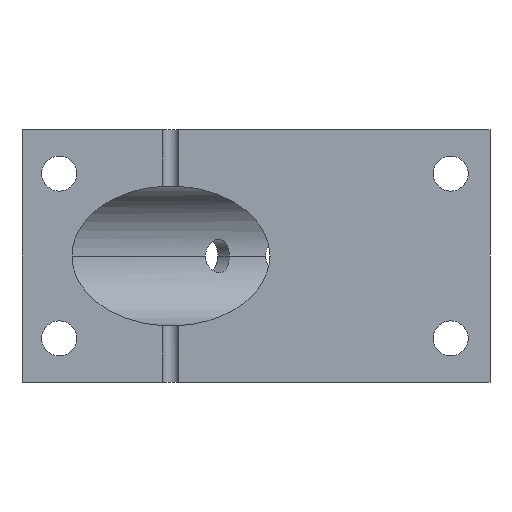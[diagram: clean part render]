
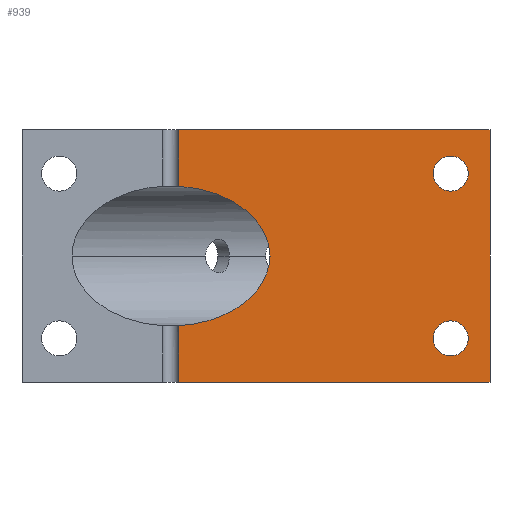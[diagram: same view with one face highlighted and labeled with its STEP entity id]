
A CAD part, front view. The second image highlights one B-rep face of the part: STEP entity #939.
In plain terms, the highlighted planar face has unit normal (0, -1, 0).
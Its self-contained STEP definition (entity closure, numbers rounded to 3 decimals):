
#26 = CIRCLE ( 'NONE', #575, 3.3 ) ;
#32 = CIRCLE ( 'NONE', #559, 3.3 ) ;
#42 = ORIENTED_EDGE ( 'NONE', *, *, #1013, .F. ) ;
#44 = ORIENTED_EDGE ( 'NONE', *, *, #1003, .T. ) ;
#45 = ORIENTED_EDGE ( 'NONE', *, *, #972, .T. ) ;
#46 = ORIENTED_EDGE ( 'NONE', *, *, #957, .T. ) ;
#47 = ORIENTED_EDGE ( 'NONE', *, *, #961, .F. ) ;
#79 = LINE ( 'NONE', #80, #584 ) ;
#80 = CARTESIAN_POINT ( 'NONE',  ( 29.5, 0., -25. ) ) ;
#81 = DIRECTION ( 'NONE',  ( 0., 0., -1. ) ) ;
#92 = LINE ( 'NONE', #93, #602 ) ;
#93 = CARTESIAN_POINT ( 'NONE',  ( 88., 0., 23.75 ) ) ;
#94 = DIRECTION ( 'NONE',  ( 1., 0., 0. ) ) ;
#95 = LINE ( 'NONE', #96, #639 ) ;
#96 = CARTESIAN_POINT ( 'NONE',  ( 88., 0., -23.75 ) ) ;
#97 = DIRECTION ( 'NONE',  ( 0., 0., -1. ) ) ;
#125 = LINE ( 'NONE', #126, #598 ) ;
#126 = CARTESIAN_POINT ( 'NONE',  ( 29.5, 0., -25. ) ) ;
#127 = DIRECTION ( 'NONE',  ( 0., 0., -1. ) ) ;
#308 = CARTESIAN_POINT ( 'NONE',  ( 29.5, 0., 13.107 ) ) ;
#309 = CARTESIAN_POINT ( 'NONE',  ( 39.675, 0., 12.525 ) ) ;
#310 = CARTESIAN_POINT ( 'NONE',  ( 46.597, 0., 7.219 ) ) ;
#311 = CARTESIAN_POINT ( 'NONE',  ( 46.597, 0., 0. ) ) ;
#447 = AXIS2_PLACEMENT_3D ( 'NONE', #815, #814, #813 ) ;
#454 = AXIS2_PLACEMENT_3D ( 'NONE', #777, #740, #820 ) ;
#493 = DIRECTION ( 'NONE',  ( 0., 0., 1. ) ) ;
#494 = DIRECTION ( 'NONE',  ( 0., 1., 0. ) ) ;
#495 = CARTESIAN_POINT ( 'NONE',  ( 0., 0., -18. ) ) ;
#496 = PLANE ( 'NONE',  #579 ) ;
#510 =( BOUNDED_CURVE ( )  B_SPLINE_CURVE ( 3, ( #308, #309, #310, #311 ),
 .UNSPECIFIED., .F., .F. ) 
 B_SPLINE_CURVE_WITH_KNOTS ( ( 4, 4 ),
 ( 4.793, 6.283 ),
 .UNSPECIFIED. ) 
 CURVE ( )  GEOMETRIC_REPRESENTATION_ITEM ( )  RATIONAL_B_SPLINE_CURVE ( ( 1., 0.823, 0.823, 1. ) ) 
 REPRESENTATION_ITEM ( '' )  );
#516 =( BOUNDED_CURVE ( )  B_SPLINE_CURVE ( 3, ( #1126, #1127, #1128, #1129 ),
 .UNSPECIFIED., .F., .F. ) 
 B_SPLINE_CURVE_WITH_KNOTS ( ( 4, 4 ),
 ( 0., 1.49 ),
 .UNSPECIFIED. ) 
 CURVE ( )  GEOMETRIC_REPRESENTATION_ITEM ( )  RATIONAL_B_SPLINE_CURVE ( ( 1., 0.823, 0.823, 1. ) ) 
 REPRESENTATION_ITEM ( '' )  );
#559 = AXIS2_PLACEMENT_3D ( 'NONE', #1133, #1146, #1147 ) ;
#571 = VECTOR ( 'NONE', #1160, 1000. ) ;
#575 = AXIS2_PLACEMENT_3D ( 'NONE', #1166, #1167, #1168 ) ;
#579 = AXIS2_PLACEMENT_3D ( 'NONE', #495, #494, #493 ) ;
#584 = VECTOR ( 'NONE', #81, 1000. ) ;
#589 = FACE_BOUND ( 'NONE', #1728, .T. ) ;
#591 = FACE_BOUND ( 'NONE', #1661, .T. ) ;
#598 = VECTOR ( 'NONE', #127, 1000. ) ;
#602 = VECTOR ( 'NONE', #94, 1000. ) ;
#617 = FACE_OUTER_BOUND ( 'NONE', #1726, .T. ) ;
#639 = VECTOR ( 'NONE', #97, 1000. ) ;
#740 = DIRECTION ( 'NONE',  ( 0., 1., 0. ) ) ;
#777 = CARTESIAN_POINT ( 'NONE',  ( 80.6, 0., 15.5 ) ) ;
#813 = DIRECTION ( 'NONE',  ( 0., 0., 1. ) ) ;
#814 = DIRECTION ( 'NONE',  ( 0., 1., 0. ) ) ;
#815 = CARTESIAN_POINT ( 'NONE',  ( 80.6, 0., -15.5 ) ) ;
#820 = DIRECTION ( 'NONE',  ( 0., 0., 1. ) ) ;
#888 = EDGE_CURVE ( 'NONE', #1688, #1668, #945, .T. ) ;
#894 = EDGE_CURVE ( 'NONE', #1612, #1715, #1021, .T. ) ;
#939 = ADVANCED_FACE ( 'NONE', ( #617, #589, #591 ), #496, .F. ) ;
#945 = CIRCLE ( 'NONE', #454, 3.3 ) ;
#957 = EDGE_CURVE ( 'NONE', #1680, #1619, #79, .T. ) ;
#961 = EDGE_CURVE ( 'NONE', #1680, #1636, #92, .T. ) ;
#962 = EDGE_CURVE ( 'NONE', #1636, #1654, #95, .T. ) ;
#972 = EDGE_CURVE ( 'NONE', #1710, #1618, #125, .T. ) ;
#986 = EDGE_CURVE ( 'NONE', #1619, #1734, #510, .T. ) ;
#1003 = EDGE_CURVE ( 'NONE', #1734, #1710, #516, .T. ) ;
#1009 = EDGE_CURVE ( 'NONE', #1715, #1612, #32, .T. ) ;
#1013 = EDGE_CURVE ( 'NONE', #1654, #1618, #1158, .T. ) ;
#1017 = EDGE_CURVE ( 'NONE', #1668, #1688, #26, .T. ) ;
#1021 = CIRCLE ( 'NONE', #447, 3.3 ) ;
#1126 = CARTESIAN_POINT ( 'NONE',  ( 46.597, 0., 0. ) ) ;
#1127 = CARTESIAN_POINT ( 'NONE',  ( 46.597, 0., -7.219 ) ) ;
#1128 = CARTESIAN_POINT ( 'NONE',  ( 39.675, 0., -12.525 ) ) ;
#1129 = CARTESIAN_POINT ( 'NONE',  ( 29.5, 0., -13.107 ) ) ;
#1133 = CARTESIAN_POINT ( 'NONE',  ( 80.6, 0., -15.5 ) ) ;
#1146 = DIRECTION ( 'NONE',  ( 0., 1., 0. ) ) ;
#1147 = DIRECTION ( 'NONE',  ( 0., 0., 1. ) ) ;
#1158 = LINE ( 'NONE', #1159, #571 ) ;
#1159 = CARTESIAN_POINT ( 'NONE',  ( 0., 0., -23.75 ) ) ;
#1160 = DIRECTION ( 'NONE',  ( -1., 0., 0. ) ) ;
#1166 = CARTESIAN_POINT ( 'NONE',  ( 80.6, 0., 15.5 ) ) ;
#1167 = DIRECTION ( 'NONE',  ( 0., 1., 0. ) ) ;
#1168 = DIRECTION ( 'NONE',  ( 0., 0., 1. ) ) ;
#1200 = CARTESIAN_POINT ( 'NONE',  ( 80.6, 0., -12.2 ) ) ;
#1205 = CARTESIAN_POINT ( 'NONE',  ( 29.5, 0., -23.75 ) ) ;
#1206 = CARTESIAN_POINT ( 'NONE',  ( 29.5, 0., 13.107 ) ) ;
#1213 = CARTESIAN_POINT ( 'NONE',  ( 88., 0., 23.75 ) ) ;
#1226 = CARTESIAN_POINT ( 'NONE',  ( 88., 0., -23.75 ) ) ;
#1230 = CARTESIAN_POINT ( 'NONE',  ( 80.6, 0., 18.8 ) ) ;
#1235 = CARTESIAN_POINT ( 'NONE',  ( 29.5, 0., 23.75 ) ) ;
#1239 = CARTESIAN_POINT ( 'NONE',  ( 80.6, 0., 12.2 ) ) ;
#1244 = CARTESIAN_POINT ( 'NONE',  ( 29.5, 0., -13.107 ) ) ;
#1245 = CARTESIAN_POINT ( 'NONE',  ( 80.6, 0., -18.8 ) ) ;
#1252 = CARTESIAN_POINT ( 'NONE',  ( 46.597, 0., 0. ) ) ;
#1435 = ORIENTED_EDGE ( 'NONE', *, *, #962, .F. ) ;
#1462 = ORIENTED_EDGE ( 'NONE', *, *, #986, .T. ) ;
#1478 = ORIENTED_EDGE ( 'NONE', *, *, #894, .T. ) ;
#1479 = ORIENTED_EDGE ( 'NONE', *, *, #1009, .T. ) ;
#1480 = ORIENTED_EDGE ( 'NONE', *, *, #1017, .T. ) ;
#1482 = ORIENTED_EDGE ( 'NONE', *, *, #888, .T. ) ;
#1612 = VERTEX_POINT ( 'NONE', #1200 ) ;
#1618 = VERTEX_POINT ( 'NONE', #1205 ) ;
#1619 = VERTEX_POINT ( 'NONE', #1206 ) ;
#1636 = VERTEX_POINT ( 'NONE', #1213 ) ;
#1654 = VERTEX_POINT ( 'NONE', #1226 ) ;
#1661 = EDGE_LOOP ( 'NONE', ( #1479, #1478 ) ) ;
#1668 = VERTEX_POINT ( 'NONE', #1230 ) ;
#1680 = VERTEX_POINT ( 'NONE', #1235 ) ;
#1688 = VERTEX_POINT ( 'NONE', #1239 ) ;
#1710 = VERTEX_POINT ( 'NONE', #1244 ) ;
#1715 = VERTEX_POINT ( 'NONE', #1245 ) ;
#1726 = EDGE_LOOP ( 'NONE', ( #47, #46, #1462, #44, #45, #42, #1435 ) ) ;
#1728 = EDGE_LOOP ( 'NONE', ( #1482, #1480 ) ) ;
#1734 = VERTEX_POINT ( 'NONE', #1252 ) ;
